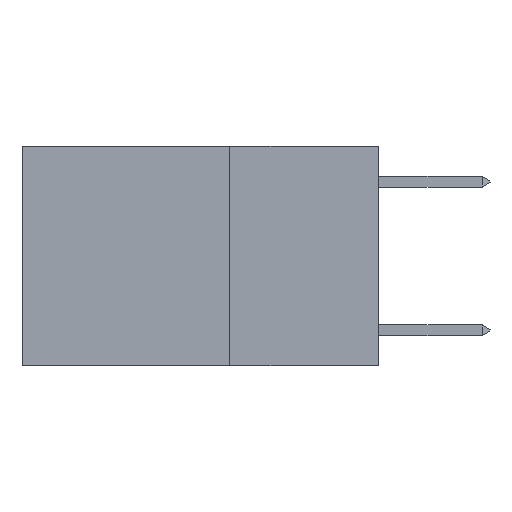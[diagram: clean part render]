
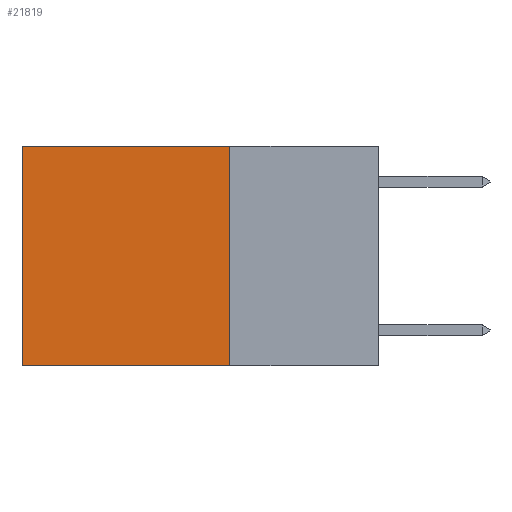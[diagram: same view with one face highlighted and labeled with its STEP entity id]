
A CAD part, left-side view. The second image highlights one B-rep face of the part: STEP entity #21819.
In plain terms, the highlighted planar face has unit normal (-1, 0, 0).
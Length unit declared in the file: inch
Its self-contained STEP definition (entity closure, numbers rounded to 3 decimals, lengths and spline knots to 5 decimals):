
#152 = CARTESIAN_POINT ( 'NONE',  ( 0.2625, 0.25, 0. ) ) ;
#344 = VECTOR ( 'NONE', #460, 39.37008 ) ;
#460 = DIRECTION ( 'NONE',  ( 0., 0., -1. ) ) ;
#690 = AXIS2_PLACEMENT_3D ( 'NONE', #7236, #15643, #3436 ) ;
#1364 = LINE ( 'NONE', #9896, #20357 ) ;
#2925 = ORIENTED_EDGE ( 'NONE', *, *, #25839, .T. ) ;
#2955 = CARTESIAN_POINT ( 'NONE',  ( 0.2625, 0.6, 0. ) ) ;
#3436 = DIRECTION ( 'NONE',  ( 0., 0., -1. ) ) ;
#6572 = DIRECTION ( 'NONE',  ( 0., 0., -1. ) ) ;
#7236 = CARTESIAN_POINT ( 'NONE',  ( 0.2625, 0.25, 0. ) ) ;
#7242 = EDGE_CURVE ( 'NONE', #14553, #14464, #1364, .T. ) ;
#8318 = VECTOR ( 'NONE', #14547, 39.37008 ) ;
#8830 = CARTESIAN_POINT ( 'NONE',  ( 0.2625, 0.25, 0. ) ) ;
#8896 = ORIENTED_EDGE ( 'NONE', *, *, #15426, .F. ) ;
#9896 = CARTESIAN_POINT ( 'NONE',  ( 0.2625, 0.25, 0. ) ) ;
#10010 = CARTESIAN_POINT ( 'NONE',  ( 0.2625, 0.6, -0.37 ) ) ;
#12453 = VERTEX_POINT ( 'NONE', #19754 ) ;
#12632 = ORIENTED_EDGE ( 'NONE', *, *, #13407, .F. ) ;
#13143 = FACE_OUTER_BOUND ( 'NONE', #23730, .T. ) ;
#13271 = PLANE ( 'NONE',  #690 ) ;
#13407 = EDGE_CURVE ( 'NONE', #12453, #24921, #18344, .T. ) ;
#14464 = VERTEX_POINT ( 'NONE', #20381 ) ;
#14547 = DIRECTION ( 'NONE',  ( 0., 1., 0. ) ) ;
#14553 = VERTEX_POINT ( 'NONE', #8830 ) ;
#15426 = EDGE_CURVE ( 'NONE', #14553, #12453, #24294, .T. ) ;
#15643 = DIRECTION ( 'NONE',  ( 1., 0., 0. ) ) ;
#18344 = LINE ( 'NONE', #20436, #8318 ) ;
#19754 = CARTESIAN_POINT ( 'NONE',  ( 0.2625, 0.25, -0.37 ) ) ;
#20357 = VECTOR ( 'NONE', #22102, 39.37008 ) ;
#20381 = CARTESIAN_POINT ( 'NONE',  ( 0.2625, 0.6, 0. ) ) ;
#20436 = CARTESIAN_POINT ( 'NONE',  ( 0.2625, 0.25, -0.37 ) ) ;
#21051 = VECTOR ( 'NONE', #6572, 39.37008 ) ;
#21819 = ADVANCED_FACE ( 'NONE', ( #13143 ), #13271, .F. ) ;
#22102 = DIRECTION ( 'NONE',  ( 0., 1., 0. ) ) ;
#22385 = LINE ( 'NONE', #2955, #344 ) ;
#23730 = EDGE_LOOP ( 'NONE', ( #2925, #12632, #8896, #25846 ) ) ;
#24294 = LINE ( 'NONE', #152, #21051 ) ;
#24921 = VERTEX_POINT ( 'NONE', #10010 ) ;
#25839 = EDGE_CURVE ( 'NONE', #14464, #24921, #22385, .T. ) ;
#25846 = ORIENTED_EDGE ( 'NONE', *, *, #7242, .T. ) ;
